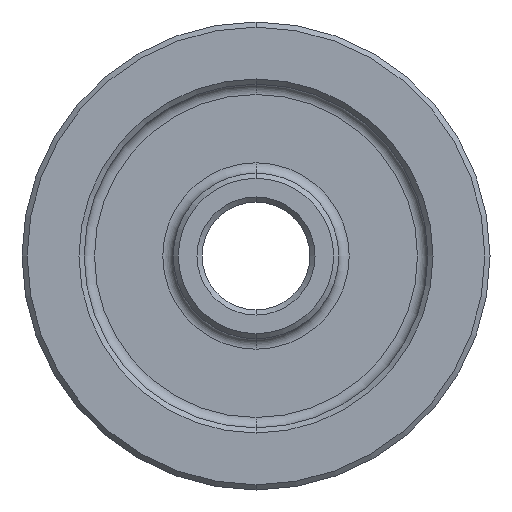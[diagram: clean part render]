
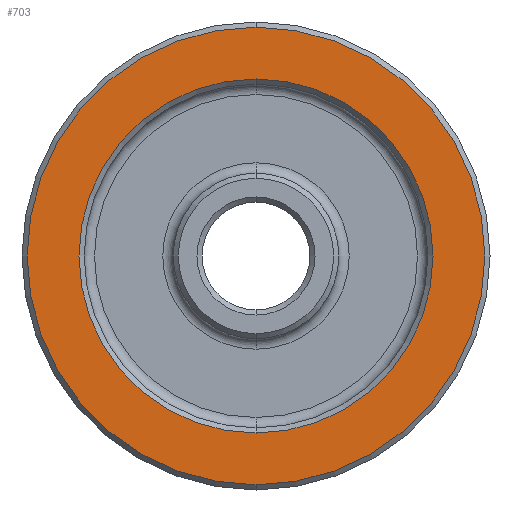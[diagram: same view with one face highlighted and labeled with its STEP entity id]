
A CAD part, front view. The second image highlights one B-rep face of the part: STEP entity #703.
In plain terms, the highlighted planar face has unit normal (0, -1, 0).
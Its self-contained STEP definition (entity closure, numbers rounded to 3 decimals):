
#3 = EDGE_CURVE ( 'NONE', #406, #427, #345, .T. ) ;
#21 = CIRCLE ( 'NONE', #244, 8.55 ) ;
#28 = ORIENTED_EDGE ( 'NONE', *, *, #200, .T. ) ;
#52 = FACE_OUTER_BOUND ( 'NONE', #413, .T. ) ;
#55 = CARTESIAN_POINT ( 'NONE',  ( 0., 7., 8.55 ) ) ;
#56 = DIRECTION ( 'NONE',  ( 0., 0., 1. ) ) ;
#92 = DIRECTION ( 'NONE',  ( 0., 1., 0. ) ) ;
#98 = VERTEX_POINT ( 'NONE', #55 ) ;
#115 = DIRECTION ( 'NONE',  ( 0., 0., 1. ) ) ;
#117 = AXIS2_PLACEMENT_3D ( 'NONE', #346, #181, #115 ) ;
#151 = CARTESIAN_POINT ( 'NONE',  ( 0., 7., 0. ) ) ;
#153 = DIRECTION ( 'NONE',  ( 0., 0., 1. ) ) ;
#157 = CARTESIAN_POINT ( 'NONE',  ( 0., 7., 0. ) ) ;
#181 = DIRECTION ( 'NONE',  ( 0., -1., 0. ) ) ;
#200 = EDGE_CURVE ( 'NONE', #98, #208, #732, .T. ) ;
#208 = VERTEX_POINT ( 'NONE', #721 ) ;
#222 = DIRECTION ( 'NONE',  ( 0., 1., 0. ) ) ;
#244 = AXIS2_PLACEMENT_3D ( 'NONE', #151, #92, #635 ) ;
#345 = CIRCLE ( 'NONE', #117, 11.05 ) ;
#346 = CARTESIAN_POINT ( 'NONE',  ( 0., 7., 0. ) ) ;
#395 = FACE_BOUND ( 'NONE', #568, .T. ) ;
#399 = AXIS2_PLACEMENT_3D ( 'NONE', #157, #755, #153 ) ;
#400 = EDGE_CURVE ( 'NONE', #427, #406, #771, .T. ) ;
#406 = VERTEX_POINT ( 'NONE', #704 ) ;
#413 = EDGE_LOOP ( 'NONE', ( #479, #634 ) ) ;
#422 = AXIS2_PLACEMENT_3D ( 'NONE', #765, #222, #56 ) ;
#427 = VERTEX_POINT ( 'NONE', #758 ) ;
#479 = ORIENTED_EDGE ( 'NONE', *, *, #400, .T. ) ;
#493 = DIRECTION ( 'NONE',  ( 0., 1., 0. ) ) ;
#530 = AXIS2_PLACEMENT_3D ( 'NONE', #664, #493, #541 ) ;
#541 = DIRECTION ( 'NONE',  ( 0., 0., 1. ) ) ;
#568 = EDGE_LOOP ( 'NONE', ( #752, #28 ) ) ;
#634 = ORIENTED_EDGE ( 'NONE', *, *, #3, .T. ) ;
#635 = DIRECTION ( 'NONE',  ( 0., 0., 1. ) ) ;
#652 = EDGE_CURVE ( 'NONE', #208, #98, #21, .T. ) ;
#664 = CARTESIAN_POINT ( 'NONE',  ( 0., 7., 0. ) ) ;
#702 = PLANE ( 'NONE',  #422 ) ;
#703 = ADVANCED_FACE ( 'NONE', ( #395, #52 ), #702, .F. ) ;
#704 = CARTESIAN_POINT ( 'NONE',  ( 0., 7., -11.05 ) ) ;
#721 = CARTESIAN_POINT ( 'NONE',  ( 0., 7., -8.55 ) ) ;
#732 = CIRCLE ( 'NONE', #530, 8.55 ) ;
#752 = ORIENTED_EDGE ( 'NONE', *, *, #652, .T. ) ;
#755 = DIRECTION ( 'NONE',  ( 0., -1., 0. ) ) ;
#758 = CARTESIAN_POINT ( 'NONE',  ( 0., 7., 11.05 ) ) ;
#765 = CARTESIAN_POINT ( 'NONE',  ( 0., 7., 11.3 ) ) ;
#771 = CIRCLE ( 'NONE', #399, 11.05 ) ;
